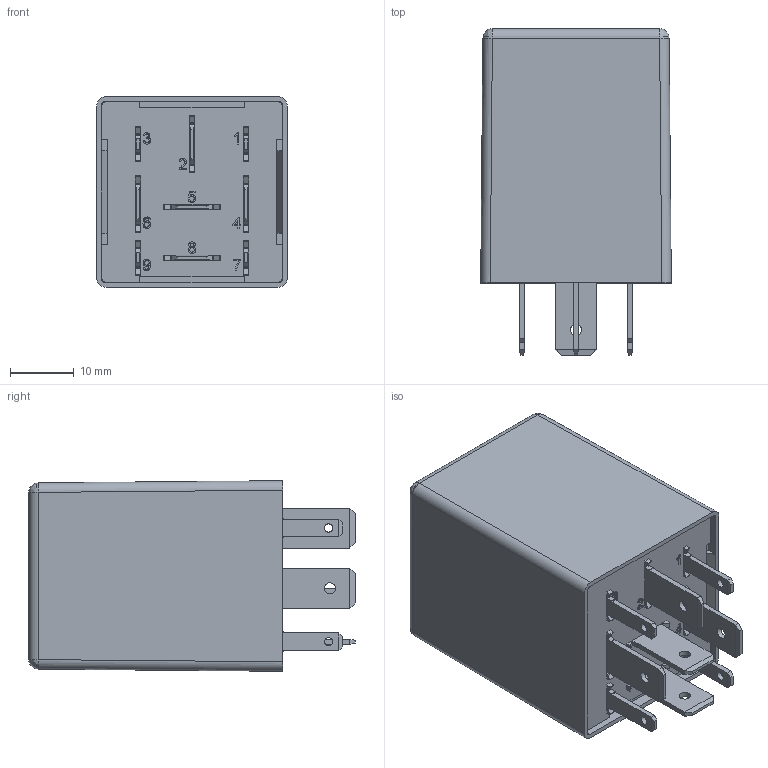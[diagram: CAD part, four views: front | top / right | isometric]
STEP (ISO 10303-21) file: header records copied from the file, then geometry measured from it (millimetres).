
FILE_DESCRIPTION (( 'STEP AP214' ), '1' );
FILE_NAME ('30x30x40_9pol.step', '2019-07-30T14:57:26', ( '' ), ( '' ), 'SwSTEP 2.0', 'SolidWorks 2019', '' );
FILE_SCHEMA (( 'AUTOMOTIVE_DESIGN' ));
Length unit declared in the file: millimetre
Products named in the file (4): 101085_Bodenplatte_9polig_CIS-DB; 107335_HOUSING_40x30x30; 30x30x40_9pol; VPH_40x30x30_V2
Assembly tree (3 placements, depth 2):
  30x30x40_9pol
    107335_HOUSING_40x30x30
    VPH_40x30x30_V2
    101085_Bodenplatte_9polig_CIS-DB
Bounding box: 30 x 51.4 x 30 mm (x, y, z)
Volume: 39340.6 mm3; surface area: 21738.6 mm2
Topology: 12 solids, 12 shells, 683 faces, 1908 edges, 1260 vertices
Faces by surface type: plane 461, cylinder 123, bspline 95, torus 4
Full cylindrical faces by diameter (mm): 1.3 x4, 1.75 x5
Entity records: 34580 total; most frequent: CARTESIAN_POINT 10593, ORIENTED_EDGE 3798, DIRECTION 3125, EDGE_CURVE 1899, VECTOR 1453, LINE 1453, VERTEX_POINT 1260, AXIS2_PLACEMENT_3D 836
